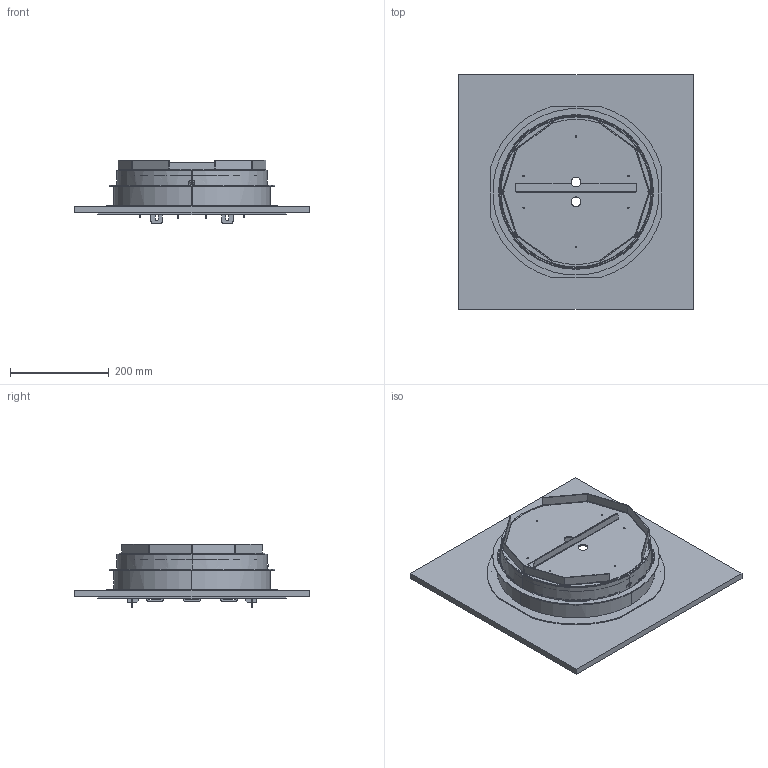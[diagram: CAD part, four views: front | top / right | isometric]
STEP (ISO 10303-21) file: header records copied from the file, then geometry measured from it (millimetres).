
FILE_DESCRIPTION (( 'STEP AP214' ), '1' );
FILE_NAME ('251759_R9_Tubus.STEP', '2024-09-12T07:03:12', ( '' ), ( '' ), 'SwSTEP 2.0', 'SolidWorks 2022', '' );
FILE_SCHEMA (( 'AUTOMOTIVE_DESIGN' ));
Length unit declared in the file: millimetre
Products named in the file (36): 057100_39413153 Tubus (RKFR 9); 162032_Standard; 020283_DIN 6798-A6,4; P_0000013481_1_Standard; 162035_Standard; 162055_H=35 mm für Blind und Tubus; 036159_Standard; Terrazzo_RundeKassette_Ring; 251758_Standard; 35104262_Standard; 111946_Darstellung für Teleskopring; 196872; 162056_Standard; 162052_Standard; 053879_H=35 mm für Blind und Tubus; P_0000013741_1; 036179_Standard; 036160_Standard; 058920_Tubus (9) H= 25; 253671_rund; 081800_Standard; 044260_Standard; 162033_H=35 mm für Blind und Tubus; 162078_Standard; 053773_Standard; P_0000002621_1_Standard; 036170_Standard; 251759_R9_Tubus; 162053_Standard; 081802_Standard; 034042_43000138; 046559_Gewindelänge 20 mm; P_39411020_1_Standard; 053880_Tubus und Blind ohne Nieten (entkoppelbar) ; 081801_Standard; 036161_Standard
Assembly tree (55 placements, depth 4):
  251759_R9_Tubus
    162056_Standard
      162055_H=35 mm für Blind und Tubus
      162053_Standard
        162052_Standard
        P_0000013741_1  x6
      196872
    162035_Standard
      162033_H=35 mm für Blind und Tubus
      162032_Standard
    162078_Standard  x2
    053880_Tubus und Blind ohne Nieten (entkoppelbar) 
      053773_Standard
      053879_H=35 mm für Blind und Tubus
      35104262_Standard
    P_0000013481_1_Standard  x6
    058920_Tubus (9) H= 25
      057100_39413153 Tubus (RKFR 9)
      044260_Standard
      036159_Standard
      036161_Standard  x2
      036160_Standard
      046559_Gewindelänge 20 mm  x3
      036170_Standard
      P_39411020_1_Standard
      111946_Darstellung für Teleskopring
      036179_Standard
      034042_43000138
      Terrazzo_RundeKassette_Ring
    P_0000002621_1_Standard  x4
    081802_Standard
      081800_Standard
      081801_Standard
    020283_DIN 6798-A6,4  x4
    253671_rund
    251758_Standard
Bounding box: 475 x 475 x 128.35 mm (x, y, z)
Volume: 3455755.4 mm3; surface area: 1699010.7 mm2
Topology: 49 solids, 49 shells, 5652 faces, 14842 edges, 9284 vertices
Faces by surface type: plane 2432, cylinder 1642, bspline 663, cone 479, torus 256, sphere 180
Entity records: 148780 total; most frequent: CARTESIAN_POINT 37184, ORIENTED_EDGE 23152, DIRECTION 21450, EDGE_CURVE 11576, AXIS2_PLACEMENT_3D 7938, VERTEX_POINT 7396, LINE 5574, VECTOR 5574
